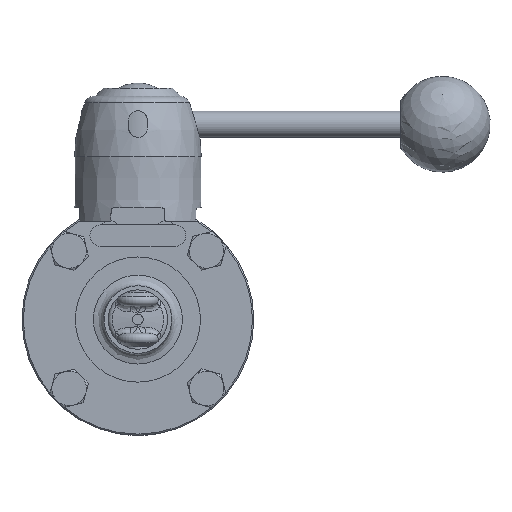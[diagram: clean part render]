
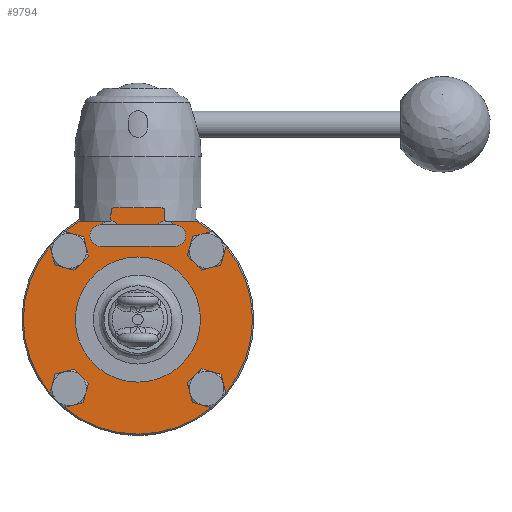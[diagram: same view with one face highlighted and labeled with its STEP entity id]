
A CAD part, left-side view. The second image highlights one B-rep face of the part: STEP entity #9794.
In plain terms, the highlighted planar face has unit normal (-1, 0, 0).
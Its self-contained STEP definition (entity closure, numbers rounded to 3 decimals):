
#598=CARTESIAN_POINT('',(-10.,-24.427,-20.28));
#599=VERTEX_POINT('',#598);
#600=CARTESIAN_POINT('',(-10.,-25.809,-25.809));
#601=DIRECTION('',(1.,0.0,0.0));
#602=DIRECTION('',(0.0,0.243,0.97));
#603=AXIS2_PLACEMENT_3D('',#600,#601,#602);
#604=CIRCLE('',#603,5.7);
#605=EDGE_CURVE('',#599,#599,#604,.T.);
#1476=CARTESIAN_POINT('',(-10.,24.427,20.28));
#1477=VERTEX_POINT('',#1476);
#1478=CARTESIAN_POINT('',(-10.,25.809,25.809));
#1479=DIRECTION('',(1.,0.0,0.0));
#1480=DIRECTION('',(0.0,-0.243,-0.97));
#1481=AXIS2_PLACEMENT_3D('',#1478,#1479,#1480);
#1482=CIRCLE('',#1481,5.7);
#1483=EDGE_CURVE('',#1477,#1477,#1482,.T.);
#2683=CARTESIAN_POINT('',(-10.,-23.5,0.0));
#2684=VERTEX_POINT('',#2683);
#2685=CARTESIAN_POINT('',(-10.,0.0,0.0));
#2686=DIRECTION('',(-1.0,0.0,0.0));
#2687=DIRECTION('',(0.0,-1.0,0.0));
#2688=AXIS2_PLACEMENT_3D('',#2685,#2686,#2687);
#2689=CIRCLE('',#2688,23.5);
#2690=EDGE_CURVE('',#2684,#2684,#2689,.T.);
#2700=CARTESIAN_POINT('',(-10.,-43.,0.0));
#2701=VERTEX_POINT('',#2700);
#2702=CARTESIAN_POINT('',(-10.,0.0,0.0));
#2703=DIRECTION('',(-1.0,0.0,0.0));
#2704=DIRECTION('',(0.0,-1.0,0.0));
#2705=AXIS2_PLACEMENT_3D('',#2702,#2703,#2704);
#2706=CIRCLE('',#2705,43.);
#2707=EDGE_CURVE('',#2701,#2701,#2706,.T.);
#8031=CARTESIAN_POINT('',(-10.,-20.28,24.427));
#8032=VERTEX_POINT('',#8031);
#8033=CARTESIAN_POINT('',(-10.,-25.809,25.809));
#8034=DIRECTION('',(1.,0.0,0.0));
#8035=DIRECTION('',(0.0,0.97,-0.243));
#8036=AXIS2_PLACEMENT_3D('',#8033,#8034,#8035);
#8037=CIRCLE('',#8036,5.7);
#8038=EDGE_CURVE('',#8032,#8032,#8037,.T.);
#8901=CARTESIAN_POINT('',(-10.,20.28,-24.427));
#8902=VERTEX_POINT('',#8901);
#8903=CARTESIAN_POINT('',(-10.,25.809,-25.809));
#8904=DIRECTION('',(1.,0.0,0.0));
#8905=DIRECTION('',(0.0,-0.97,0.243));
#8906=AXIS2_PLACEMENT_3D('',#8903,#8904,#8905);
#8907=CIRCLE('',#8906,5.7);
#8908=EDGE_CURVE('',#8902,#8902,#8907,.T.);
#9644=CARTESIAN_POINT('',(-10.,-13.493,35.5));
#9645=VERTEX_POINT('',#9644);
#9652=CARTESIAN_POINT('',(-10.,-7.507,35.5));
#9653=VERTEX_POINT('',#9652);
#9654=CARTESIAN_POINT('',(-10.0,-10.5,33.5));
#9655=DIRECTION('',(1.0,0.0,0.0));
#9656=DIRECTION('',(0.0,0.0,-1.0));
#9657=AXIS2_PLACEMENT_3D('',#9654,#9655,#9656);
#9658=CIRCLE('',#9657,3.6);
#9659=EDGE_CURVE('',#9653,#9645,#9658,.T.);
#9684=CARTESIAN_POINT('',(-10.,13.493,35.5));
#9685=VERTEX_POINT('',#9684);
#9703=CARTESIAN_POINT('',(-10.,7.507,35.5));
#9704=VERTEX_POINT('',#9703);
#9711=CARTESIAN_POINT('',(-10.0,10.5,33.5));
#9712=DIRECTION('',(1.0,0.0,0.0));
#9713=DIRECTION('',(0.0,0.0,-1.0));
#9714=AXIS2_PLACEMENT_3D('',#9711,#9712,#9713);
#9715=CIRCLE('',#9714,3.6);
#9716=EDGE_CURVE('',#9685,#9704,#9715,.T.);
#9721=CARTESIAN_POINT('',(-10.,-33.25,0.0));
#9722=DIRECTION('',(-1.0,0.0,0.0));
#9723=DIRECTION('',(0.0,0.0,-1.0));
#9724=AXIS2_PLACEMENT_3D('',#9721,#9722,#9723);
#9725=PLANE('',#9724);
#9726=ORIENTED_EDGE('',*,*,#2707,.T.);
#9727=EDGE_LOOP('',(#9726));
#9728=FACE_OUTER_BOUND('',#9727,.T.);
#9729=ORIENTED_EDGE('',*,*,#2690,.F.);
#9730=EDGE_LOOP('',(#9729));
#9731=FACE_BOUND('',#9730,.T.);
#9732=CARTESIAN_POINT('',(-10.,-14.,35.5));
#9733=VERTEX_POINT('',#9732);
#9734=CARTESIAN_POINT('',(-10.,-13.493,35.5));
#9735=DIRECTION('',(0.0,-1.0,0.0));
#9736=VECTOR('',#9735,0.507);
#9737=LINE('',#9734,#9736);
#9738=EDGE_CURVE('',#9645,#9733,#9737,.T.);
#9739=ORIENTED_EDGE('',*,*,#9738,.T.);
#9740=CARTESIAN_POINT('',(-10.,-14.,27.5));
#9741=VERTEX_POINT('',#9740);
#9742=CARTESIAN_POINT('',(-10.,-14.,31.5));
#9743=DIRECTION('',(1.0,0.0,0.0));
#9744=DIRECTION('',(0.0,0.0,-1.0));
#9745=AXIS2_PLACEMENT_3D('',#9742,#9743,#9744);
#9746=CIRCLE('',#9745,4.);
#9747=EDGE_CURVE('',#9733,#9741,#9746,.T.);
#9748=ORIENTED_EDGE('',*,*,#9747,.T.);
#9749=CARTESIAN_POINT('',(-10.,14.,27.5));
#9750=VERTEX_POINT('',#9749);
#9751=CARTESIAN_POINT('',(-10.,-14.,27.5));
#9752=DIRECTION('',(0.0,1.0,0.0));
#9753=VECTOR('',#9752,28.0);
#9754=LINE('',#9751,#9753);
#9755=EDGE_CURVE('',#9741,#9750,#9754,.T.);
#9756=ORIENTED_EDGE('',*,*,#9755,.T.);
#9757=CARTESIAN_POINT('',(-10.,14.,35.5));
#9758=VERTEX_POINT('',#9757);
#9759=CARTESIAN_POINT('',(-10.,14.,31.5));
#9760=DIRECTION('',(1.0,0.0,0.0));
#9761=DIRECTION('',(0.0,0.0,1.0));
#9762=AXIS2_PLACEMENT_3D('',#9759,#9760,#9761);
#9763=CIRCLE('',#9762,4.);
#9764=EDGE_CURVE('',#9750,#9758,#9763,.T.);
#9765=ORIENTED_EDGE('',*,*,#9764,.T.);
#9766=CARTESIAN_POINT('',(-10.,14.0,35.5));
#9767=DIRECTION('',(0.0,-1.0,0.0));
#9768=VECTOR('',#9767,0.507);
#9769=LINE('',#9766,#9768);
#9770=EDGE_CURVE('',#9758,#9685,#9769,.T.);
#9771=ORIENTED_EDGE('',*,*,#9770,.T.);
#9772=ORIENTED_EDGE('',*,*,#9716,.T.);
#9773=CARTESIAN_POINT('',(-10.,7.507,35.5));
#9774=DIRECTION('',(0.0,-1.0,0.0));
#9775=VECTOR('',#9774,15.013);
#9776=LINE('',#9773,#9775);
#9777=EDGE_CURVE('',#9704,#9653,#9776,.T.);
#9778=ORIENTED_EDGE('',*,*,#9777,.T.);
#9779=ORIENTED_EDGE('',*,*,#9659,.T.);
#9780=EDGE_LOOP('',(#9739,#9748,#9756,#9765,#9771,#9772,#9778,#9779));
#9781=FACE_BOUND('',#9780,.T.);
#9782=ORIENTED_EDGE('',*,*,#8038,.T.);
#9783=EDGE_LOOP('',(#9782));
#9784=FACE_BOUND('',#9783,.T.);
#9785=ORIENTED_EDGE('',*,*,#1483,.T.);
#9786=EDGE_LOOP('',(#9785));
#9787=FACE_BOUND('',#9786,.T.);
#9788=ORIENTED_EDGE('',*,*,#8908,.T.);
#9789=EDGE_LOOP('',(#9788));
#9790=FACE_BOUND('',#9789,.T.);
#9791=ORIENTED_EDGE('',*,*,#605,.T.);
#9792=EDGE_LOOP('',(#9791));
#9793=FACE_BOUND('',#9792,.T.);
#9794=ADVANCED_FACE('',(#9728,#9731,#9781,#9784,#9787,#9790,#9793),#9725,.T.);
